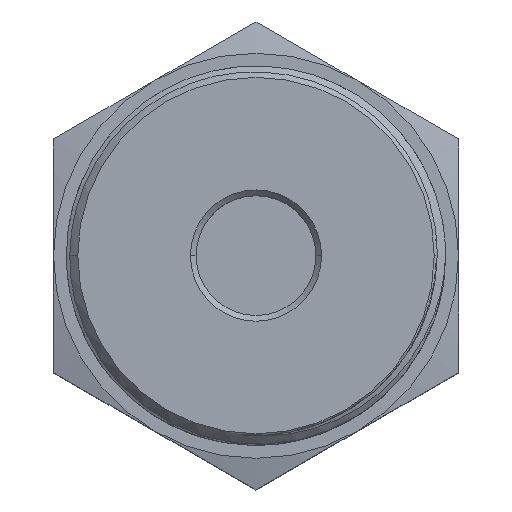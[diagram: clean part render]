
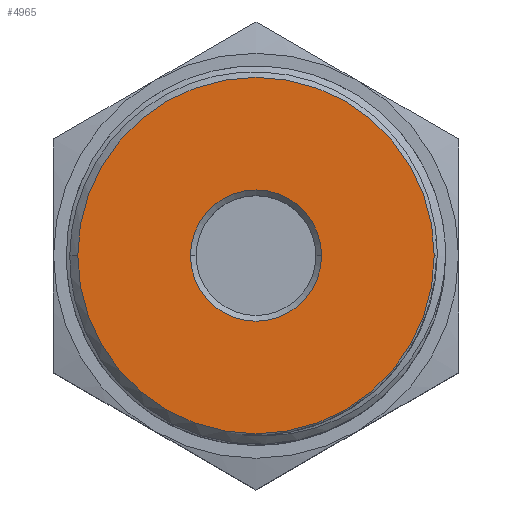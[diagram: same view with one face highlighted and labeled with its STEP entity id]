
A CAD part, top view. The second image highlights one B-rep face of the part: STEP entity #4965.
In plain terms, the highlighted planar face has unit normal (0, 0, 1).
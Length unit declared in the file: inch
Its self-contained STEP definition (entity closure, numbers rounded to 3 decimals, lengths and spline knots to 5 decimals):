
#103 = DIRECTION ( 'NONE',  ( 0., 0., -1. ) ) ;
#400 = DIRECTION ( 'NONE',  ( 0., 0., 1. ) ) ;
#646 = CIRCLE ( 'NONE', #4801, 0.9375 ) ;
#1040 = AXIS2_PLACEMENT_3D ( 'NONE', #1582, #400, #3168 ) ;
#1400 = CIRCLE ( 'NONE', #2771, 0.345 ) ;
#1462 = EDGE_LOOP ( 'NONE', ( #3034, #4334 ) ) ;
#1582 = CARTESIAN_POINT ( 'NONE',  ( -0.87411, 1.09394, 3.83786 ) ) ;
#1598 = CARTESIAN_POINT ( 'NONE',  ( -0.87411, 1.09394, 3.83786 ) ) ;
#1844 = CARTESIAN_POINT ( 'NONE',  ( -0.87411, 1.09394, 3.83786 ) ) ;
#1857 = DIRECTION ( 'NONE',  ( 0., 0., -1. ) ) ;
#1882 = ORIENTED_EDGE ( 'NONE', *, *, #3009, .T. ) ;
#2001 = DIRECTION ( 'NONE',  ( -1., 0., 0. ) ) ;
#2061 = ORIENTED_EDGE ( 'NONE', *, *, #3070, .T. ) ;
#2090 = EDGE_CURVE ( 'Defeatured_0_3+Defeatured_0_25+Defeatured_0_25+Defeatured_0_25', #4277, #4863, #646, .T. ) ;
#2237 = DIRECTION ( 'NONE',  ( -1., 0., 0. ) ) ;
#2304 = VERTEX_POINT ( 'NONE', #2657 ) ;
#2319 = FACE_OUTER_BOUND ( 'NONE', #1462, .T. ) ;
#2472 = CARTESIAN_POINT ( 'NONE',  ( -0.87411, 1.09394, 3.83786 ) ) ;
#2657 = CARTESIAN_POINT ( 'NONE',  ( -1.21911, 1.09394, 3.83786 ) ) ;
#2771 = AXIS2_PLACEMENT_3D ( 'NONE', #1844, #4594, #2237 ) ;
#2777 = AXIS2_PLACEMENT_3D ( 'NONE', #4221, #1857, #4610 ) ;
#2862 = DIRECTION ( 'NONE',  ( -1., 0., 0. ) ) ;
#3009 = EDGE_CURVE ( 'Defeatured_0_25+Defeatured_0_41+Defeatured_0_41+Defeatured_0_41', #2304, #4193, #1400, .T. ) ;
#3034 = ORIENTED_EDGE ( 'NONE', *, *, #3409, .F. ) ;
#3070 = EDGE_CURVE ( 'Defeatured_0_25+Defeatured_0_41+Defeatured_0_41+Defeatured_0_41', #4193, #2304, #3378, .T. ) ;
#3168 = DIRECTION ( 'NONE',  ( 1., 0., 0. ) ) ;
#3262 = EDGE_LOOP ( 'NONE', ( #2061, #1882 ) ) ;
#3378 = CIRCLE ( 'NONE', #2777, 0.345 ) ;
#3409 = EDGE_CURVE ( 'Defeatured_0_3+Defeatured_0_25+Defeatured_0_25+Defeatured_0_25', #4863, #4277, #3810, .T. ) ;
#3576 = CARTESIAN_POINT ( 'NONE',  ( -0.52911, 1.09394, 3.83786 ) ) ;
#3810 = CIRCLE ( 'NONE', #3896, 0.9375 ) ;
#3896 = AXIS2_PLACEMENT_3D ( 'NONE', #1598, #4357, #2001 ) ;
#4193 = VERTEX_POINT ( 'NONE', #3576 ) ;
#4221 = CARTESIAN_POINT ( 'NONE',  ( -0.87411, 1.09394, 3.83786 ) ) ;
#4277 = VERTEX_POINT ( 'NONE', #4483 ) ;
#4334 = ORIENTED_EDGE ( 'NONE', *, *, #2090, .F. ) ;
#4357 = DIRECTION ( 'NONE',  ( 0., 0., -1. ) ) ;
#4406 = FACE_BOUND ( 'NONE', #3262, .T. ) ;
#4483 = CARTESIAN_POINT ( 'NONE',  ( 0.06339, 1.09394, 3.83786 ) ) ;
#4594 = DIRECTION ( 'NONE',  ( 0., 0., -1. ) ) ;
#4610 = DIRECTION ( 'NONE',  ( -1., 0., 0. ) ) ;
#4737 = PLANE ( 'NONE',  #1040 ) ;
#4761 = CARTESIAN_POINT ( 'NONE',  ( -1.81161, 1.09394, 3.83786 ) ) ;
#4801 = AXIS2_PLACEMENT_3D ( 'NONE', #2472, #103, #2862 ) ;
#4863 = VERTEX_POINT ( 'NONE', #4761 ) ;
#4965 = ADVANCED_FACE ( 'Defeatured_0_25', ( #4406, #2319 ), #4737, .T. ) ;
